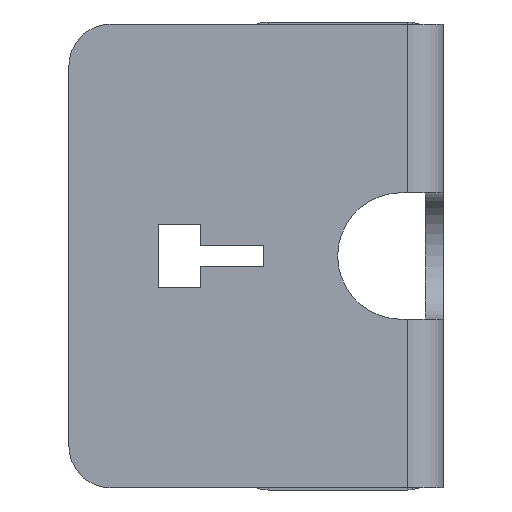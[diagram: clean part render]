
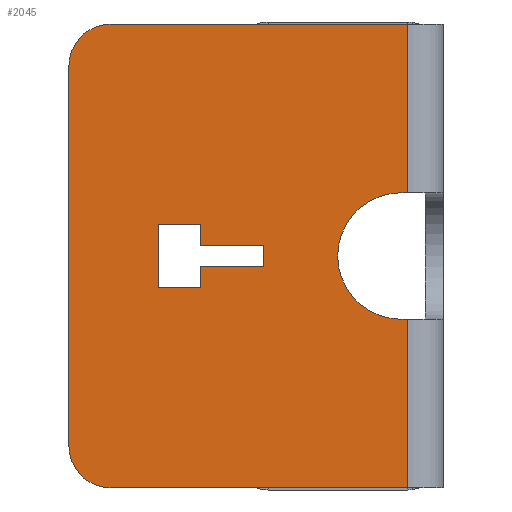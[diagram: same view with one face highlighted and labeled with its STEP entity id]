
A CAD part, left-side view. The second image highlights one B-rep face of the part: STEP entity #2045.
In plain terms, the highlighted planar face has unit normal (-1, 0, 0).
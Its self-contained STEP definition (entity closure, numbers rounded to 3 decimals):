
#430=CARTESIAN_POINT('',(-27.1,4.,0.));
#431=DIRECTION('',(-1.,0.,0.));
#432=DIRECTION('',(0.,0.,1.));
#433=AXIS2_PLACEMENT_3D('',#430,#431,#432);
#438=DIRECTION('',(0.,1.,0.));
#439=VECTOR('',#438,0.6);
#440=CARTESIAN_POINT('',(-27.1,3.4,-6.));
#441=LINE('',#440,#439);
#445=DIRECTION('',(0.,0.,1.));
#446=VECTOR('',#445,16.);
#447=CARTESIAN_POINT('',(-27.1,3.4,-22.));
#448=LINE('',#447,#446);
#452=CARTESIAN_POINT('',(-27.1,31.5,-18.));
#453=DIRECTION('',(-1.,0.,0.));
#454=DIRECTION('',(0.,1.,0.));
#455=AXIS2_PLACEMENT_3D('',#452,#453,#454);
#460=CARTESIAN_POINT('',(-27.1,31.5,18.));
#461=DIRECTION('',(-1.,0.,0.));
#462=DIRECTION('',(0.,0.,1.));
#463=AXIS2_PLACEMENT_3D('',#460,#461,#462);
#468=DIRECTION('',(0.,0.,1.));
#469=VECTOR('',#468,16.);
#470=CARTESIAN_POINT('',(-27.1,3.4,6.));
#471=LINE('',#470,#469);
#475=DIRECTION('',(0.,1.,0.));
#476=VECTOR('',#475,0.6);
#477=CARTESIAN_POINT('',(-27.1,3.4,6.));
#478=LINE('',#477,#476);
#482=DIRECTION('',(0.,-1.,0.));
#483=VECTOR('',#482,4.);
#484=CARTESIAN_POINT('',(-27.1,27.,3.));
#485=LINE('',#484,#483);
#489=DIRECTION('',(0.,0.,1.));
#490=VECTOR('',#489,6.);
#491=CARTESIAN_POINT('',(-27.1,27.,-3.));
#492=LINE('',#491,#490);
#496=DIRECTION('',(0.,1.,0.));
#497=VECTOR('',#496,4.);
#498=CARTESIAN_POINT('',(-27.1,23.,-3.));
#499=LINE('',#498,#497);
#503=DIRECTION('',(0.,0.,-1.));
#504=VECTOR('',#503,2.);
#505=CARTESIAN_POINT('',(-27.1,23.,-1.));
#506=LINE('',#505,#504);
#510=DIRECTION('',(0.,1.,0.));
#511=VECTOR('',#510,6.);
#512=CARTESIAN_POINT('',(-27.1,17.,-1.));
#513=LINE('',#512,#511);
#517=DIRECTION('',(0.,0.,-1.));
#518=VECTOR('',#517,2.);
#519=CARTESIAN_POINT('',(-27.1,17.,1.));
#520=LINE('',#519,#518);
#524=DIRECTION('',(0.,-1.,0.));
#525=VECTOR('',#524,6.);
#526=CARTESIAN_POINT('',(-27.1,23.,1.));
#527=LINE('',#526,#525);
#531=DIRECTION('',(0.,0.,-1.));
#532=VECTOR('',#531,2.);
#533=CARTESIAN_POINT('',(-27.1,23.,3.));
#534=LINE('',#533,#532);
#634=DIRECTION('',(0.,1.,0.));
#635=VECTOR('',#634,28.1);
#636=CARTESIAN_POINT('',(-27.1,3.4,22.));
#637=LINE('',#636,#635);
#648=DIRECTION('',(0.,0.,1.));
#649=VECTOR('',#648,36.);
#650=CARTESIAN_POINT('',(-27.1,35.5,-18.));
#651=LINE('',#650,#649);
#676=DIRECTION('',(0.,1.,0.));
#677=VECTOR('',#676,28.1);
#678=CARTESIAN_POINT('',(-27.1,3.4,-22.));
#679=LINE('',#678,#677);
#1660=CARTESIAN_POINT('',(-27.1,3.4,-22.));
#1662=VERTEX_POINT('',#1660);
#1664=CARTESIAN_POINT('',(-27.1,3.4,22.));
#1666=VERTEX_POINT('',#1664);
#1767=CARTESIAN_POINT('',(-27.1,31.5,22.));
#1768=CARTESIAN_POINT('',(-27.1,35.5,18.));
#1769=VERTEX_POINT('',#1767);
#1770=VERTEX_POINT('',#1768);
#1775=CARTESIAN_POINT('',(-27.1,35.5,-18.));
#1776=CARTESIAN_POINT('',(-27.1,31.5,-22.));
#1777=VERTEX_POINT('',#1775);
#1778=VERTEX_POINT('',#1776);
#1807=CARTESIAN_POINT('',(-27.1,3.4,6.));
#1809=VERTEX_POINT('',#1807);
#1813=CARTESIAN_POINT('',(-27.1,3.4,-6.));
#1815=VERTEX_POINT('',#1813);
#1819=CARTESIAN_POINT('',(-27.1,4.,6.));
#1820=CARTESIAN_POINT('',(-27.1,4.,-6.));
#1821=VERTEX_POINT('',#1819);
#1822=VERTEX_POINT('',#1820);
#1839=CARTESIAN_POINT('',(-27.1,27.,3.));
#1840=CARTESIAN_POINT('',(-27.1,23.,3.));
#1841=VERTEX_POINT('',#1839);
#1842=VERTEX_POINT('',#1840);
#1843=CARTESIAN_POINT('',(-27.1,23.,1.));
#1844=VERTEX_POINT('',#1843);
#1845=CARTESIAN_POINT('',(-27.1,17.,1.));
#1846=VERTEX_POINT('',#1845);
#1847=CARTESIAN_POINT('',(-27.1,17.,-1.));
#1848=VERTEX_POINT('',#1847);
#1849=CARTESIAN_POINT('',(-27.1,23.,-1.));
#1850=VERTEX_POINT('',#1849);
#1851=CARTESIAN_POINT('',(-27.1,23.,-3.));
#1852=VERTEX_POINT('',#1851);
#1853=CARTESIAN_POINT('',(-27.1,27.,-3.));
#1854=VERTEX_POINT('',#1853);
#2002=CARTESIAN_POINT('',(-27.1,3.4,-22.));
#2003=DIRECTION('',(1.,0.,0.));
#2004=DIRECTION('',(0.,1.,0.));
#2005=AXIS2_PLACEMENT_3D('',#2002,#2003,#2004);
#2006=PLANE('',#2005);
#2008=ORIENTED_EDGE('',*,*,#2007,.T.);
#2009=ORIENTED_EDGE('',*,*,#1992,.F.);
#2010=ORIENTED_EDGE('',*,*,#1968,.F.);
#2012=ORIENTED_EDGE('',*,*,#2011,.T.);
#2014=ORIENTED_EDGE('',*,*,#2013,.F.);
#2016=ORIENTED_EDGE('',*,*,#2015,.T.);
#2018=ORIENTED_EDGE('',*,*,#2017,.F.);
#2020=ORIENTED_EDGE('',*,*,#2019,.F.);
#2022=ORIENTED_EDGE('',*,*,#2021,.F.);
#2024=ORIENTED_EDGE('',*,*,#2023,.T.);
#2025=EDGE_LOOP('',(#2008,#2009,#2010,#2012,#2014,#2016,#2018,#2020,#2022,
#2024));
#2026=FACE_OUTER_BOUND('',#2025,.F.);
#2028=ORIENTED_EDGE('',*,*,#2027,.F.);
#2030=ORIENTED_EDGE('',*,*,#2029,.F.);
#2032=ORIENTED_EDGE('',*,*,#2031,.F.);
#2034=ORIENTED_EDGE('',*,*,#2033,.F.);
#2036=ORIENTED_EDGE('',*,*,#2035,.F.);
#2038=ORIENTED_EDGE('',*,*,#2037,.F.);
#2040=ORIENTED_EDGE('',*,*,#2039,.F.);
#2042=ORIENTED_EDGE('',*,*,#2041,.F.);
#2043=EDGE_LOOP('',(#2028,#2030,#2032,#2034,#2036,#2038,#2040,#2042));
#2044=FACE_BOUND('',#2043,.F.);
#434=CIRCLE('',#433,6.);
#456=CIRCLE('',#455,4.);
#464=CIRCLE('',#463,4.);
#1968=EDGE_CURVE('',#1662,#1815,#448,.T.);
#1992=EDGE_CURVE('',#1815,#1822,#441,.T.);
#2007=EDGE_CURVE('',#1821,#1822,#434,.T.);
#2011=EDGE_CURVE('',#1662,#1778,#679,.T.);
#2013=EDGE_CURVE('',#1777,#1778,#456,.T.);
#2015=EDGE_CURVE('',#1777,#1770,#651,.T.);
#2017=EDGE_CURVE('',#1769,#1770,#464,.T.);
#2019=EDGE_CURVE('',#1666,#1769,#637,.T.);
#2021=EDGE_CURVE('',#1809,#1666,#471,.T.);
#2023=EDGE_CURVE('',#1809,#1821,#478,.T.);
#2027=EDGE_CURVE('',#1841,#1842,#485,.T.);
#2029=EDGE_CURVE('',#1854,#1841,#492,.T.);
#2031=EDGE_CURVE('',#1852,#1854,#499,.T.);
#2033=EDGE_CURVE('',#1850,#1852,#506,.T.);
#2035=EDGE_CURVE('',#1848,#1850,#513,.T.);
#2037=EDGE_CURVE('',#1846,#1848,#520,.T.);
#2039=EDGE_CURVE('',#1844,#1846,#527,.T.);
#2041=EDGE_CURVE('',#1842,#1844,#534,.T.);
#2045=ADVANCED_FACE('',(#2026,#2044),#2006,.F.);
